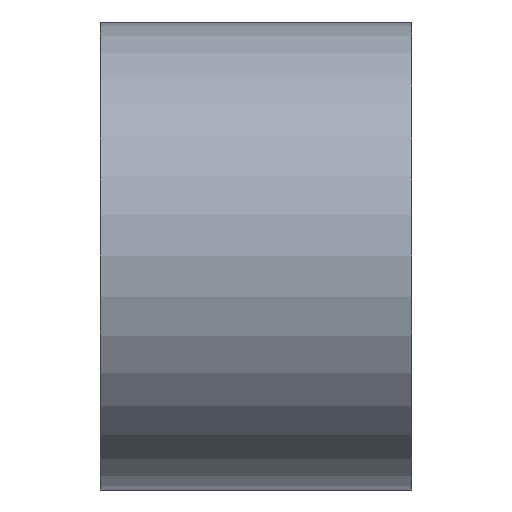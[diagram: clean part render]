
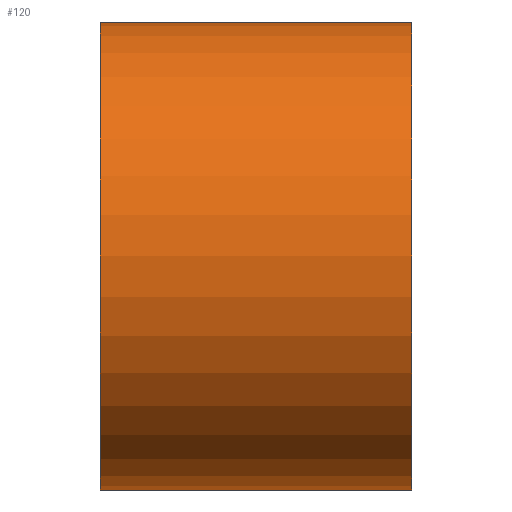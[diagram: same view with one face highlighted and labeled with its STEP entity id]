
A CAD part, left-side view. The second image highlights one B-rep face of the part: STEP entity #120.
In plain terms, the highlighted cylindrical face has radius 4.763 mm (diameter 9.525 mm), a partial arc.
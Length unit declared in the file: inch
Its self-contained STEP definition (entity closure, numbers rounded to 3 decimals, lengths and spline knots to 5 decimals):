
#59 = VERTEX_POINT ( 'NONE', #933 ) ;
#106 = DIRECTION ( 'NONE',  ( 0., -1., 0. ) ) ;
#108 = DIRECTION ( 'NONE',  ( 0., -1., 0. ) ) ;
#120 = ADVANCED_FACE ( 'NONE', ( #196 ), #369, .T. ) ;
#147 = ORIENTED_EDGE ( 'NONE', *, *, #169, .F. ) ;
#165 = EDGE_CURVE ( 'NONE', #928, #59, #600, .T. ) ;
#169 = EDGE_CURVE ( 'NONE', #563, #59, #985, .T. ) ;
#171 = VERTEX_POINT ( 'NONE', #460 ) ;
#183 = EDGE_CURVE ( 'NONE', #171, #563, #798, .T. ) ;
#192 = DIRECTION ( 'NONE',  ( 0., 0., -1. ) ) ;
#194 = EDGE_CURVE ( 'NONE', #171, #928, #344, .T. ) ;
#196 = FACE_OUTER_BOUND ( 'NONE', #251, .T. ) ;
#199 = DIRECTION ( 'NONE',  ( 0., 1., 0. ) ) ;
#251 = EDGE_LOOP ( 'NONE', ( #499, #147, #782, #821 ) ) ;
#257 = CARTESIAN_POINT ( 'NONE',  ( -1.925, 0.25, 0.1875 ) ) ;
#279 = CARTESIAN_POINT ( 'NONE',  ( -1.925, 0.25, 0.1875 ) ) ;
#344 = LINE ( 'NONE', #796, #967 ) ;
#368 = DIRECTION ( 'NONE',  ( 0., 1., 0. ) ) ;
#369 = CYLINDRICAL_SURFACE ( 'NONE', #550, 0.1875 ) ;
#460 = CARTESIAN_POINT ( 'NONE',  ( -1.925, 0.25, -0.1875 ) ) ;
#499 = ORIENTED_EDGE ( 'NONE', *, *, #165, .T. ) ;
#547 = AXIS2_PLACEMENT_3D ( 'NONE', #714, #199, #799 ) ;
#550 = AXIS2_PLACEMENT_3D ( 'NONE', #709, #621, #192 ) ;
#562 = AXIS2_PLACEMENT_3D ( 'NONE', #868, #368, #938 ) ;
#563 = VERTEX_POINT ( 'NONE', #257 ) ;
#574 = VECTOR ( 'NONE', #106, 39.37008 ) ;
#600 = CIRCLE ( 'NONE', #562, 0.1875 ) ;
#621 = DIRECTION ( 'NONE',  ( 0., -1., 0. ) ) ;
#709 = CARTESIAN_POINT ( 'NONE',  ( -1.925, 0.25, 0. ) ) ;
#714 = CARTESIAN_POINT ( 'NONE',  ( -1.925, 0.25, 0. ) ) ;
#782 = ORIENTED_EDGE ( 'NONE', *, *, #183, .F. ) ;
#796 = CARTESIAN_POINT ( 'NONE',  ( -1.925, 0.25, -0.1875 ) ) ;
#798 = CIRCLE ( 'NONE', #547, 0.1875 ) ;
#799 = DIRECTION ( 'NONE',  ( 0., 0., 1. ) ) ;
#821 = ORIENTED_EDGE ( 'NONE', *, *, #194, .T. ) ;
#868 = CARTESIAN_POINT ( 'NONE',  ( -1.925, 0., 0. ) ) ;
#885 = CARTESIAN_POINT ( 'NONE',  ( -1.925, 0., -0.1875 ) ) ;
#928 = VERTEX_POINT ( 'NONE', #885 ) ;
#933 = CARTESIAN_POINT ( 'NONE',  ( -1.925, 0., 0.1875 ) ) ;
#938 = DIRECTION ( 'NONE',  ( 0., 0., 1. ) ) ;
#967 = VECTOR ( 'NONE', #108, 39.37008 ) ;
#985 = LINE ( 'NONE', #279, #574 ) ;
